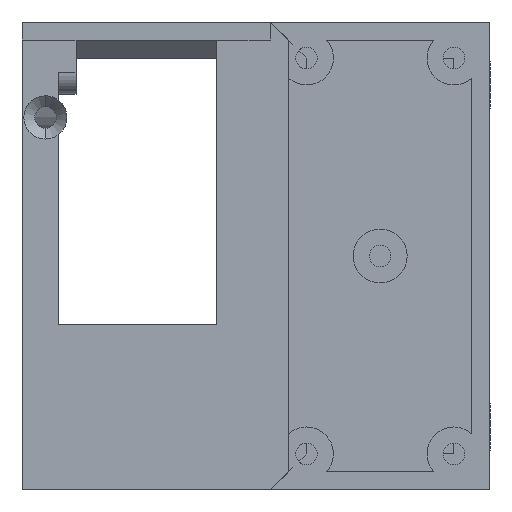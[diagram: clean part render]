
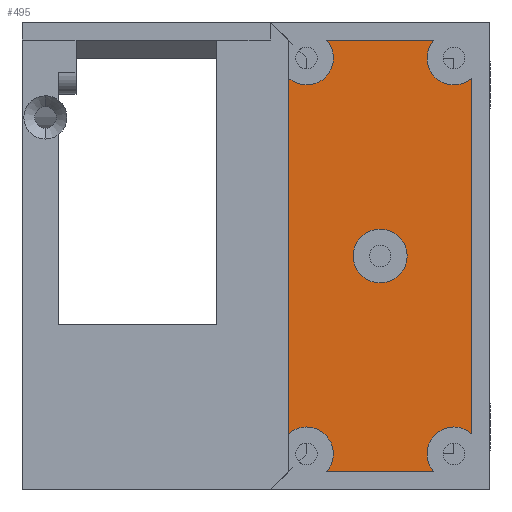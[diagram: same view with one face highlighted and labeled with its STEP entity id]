
A CAD part, front view. The second image highlights one B-rep face of the part: STEP entity #495.
In plain terms, the highlighted planar face has unit normal (0, -1, 0).
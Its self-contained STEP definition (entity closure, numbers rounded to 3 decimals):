
#14 = CARTESIAN_POINT ( 'NONE',  ( 74.5, -7.5, 60. ) ) ;
#68 = LINE ( 'NONE', #5510, #4865 ) ;
#125 = DIRECTION ( 'NONE',  ( 0., 0., 1. ) ) ;
#207 = LINE ( 'NONE', #2014, #2482 ) ;
#252 = CARTESIAN_POINT ( 'NONE',  ( 84.75, -7.5, 32.5 ) ) ;
#332 = EDGE_CURVE ( 'NONE', #5815, #797, #2309, .T. ) ;
#366 = VERTEX_POINT ( 'NONE', #1501 ) ;
#420 = LINE ( 'NONE', #974, #1849 ) ;
#495 = ADVANCED_FACE ( 'NONE', ( #3733, #5537 ), #3285, .T. ) ;
#586 = CIRCLE ( 'NONE', #2582, 3.75 ) ;
#709 = DIRECTION ( 'NONE',  ( 0., 1., 0. ) ) ;
#796 = AXIS2_PLACEMENT_3D ( 'NONE', #4035, #1296, #3110 ) ;
#797 = VERTEX_POINT ( 'NONE', #1472 ) ;
#852 = VERTEX_POINT ( 'NONE', #5029 ) ;
#854 = CARTESIAN_POINT ( 'NONE',  ( 75.295, -7.5, 2.5 ) ) ;
#861 = DIRECTION ( 'NONE',  ( 0., 0., 1. ) ) ;
#896 = CARTESIAN_POINT ( 'NONE',  ( 84.75, -7.5, 28.75 ) ) ;
#940 = ORIENTED_EDGE ( 'NONE', *, *, #3167, .T. ) ;
#974 = CARTESIAN_POINT ( 'NONE',  ( 92.205, -7.5, 62.5 ) ) ;
#983 = CARTESIAN_POINT ( 'NONE',  ( 77.295, -7.5, 62.5 ) ) ;
#1016 = CIRCLE ( 'NONE', #1790, 3.75 ) ;
#1061 = DIRECTION ( 'NONE',  ( 0., 1., 0. ) ) ;
#1153 = DIRECTION ( 'NONE',  ( 0., 0., -1. ) ) ;
#1172 = VERTEX_POINT ( 'NONE', #983 ) ;
#1177 = EDGE_CURVE ( 'NONE', #797, #1271, #4151, .T. ) ;
#1201 = ORIENTED_EDGE ( 'NONE', *, *, #1677, .T. ) ;
#1235 = EDGE_CURVE ( 'NONE', #3337, #1846, #1016, .T. ) ;
#1271 = VERTEX_POINT ( 'NONE', #2166 ) ;
#1296 = DIRECTION ( 'NONE',  ( 0., 1., 0. ) ) ;
#1330 = ORIENTED_EDGE ( 'NONE', *, *, #1891, .T. ) ;
#1344 = CIRCLE ( 'NONE', #5415, 3.75 ) ;
#1470 = EDGE_CURVE ( 'NONE', #1172, #4803, #2580, .T. ) ;
#1472 = CARTESIAN_POINT ( 'NONE',  ( 92.205, -7.5, 2.5 ) ) ;
#1501 = CARTESIAN_POINT ( 'NONE',  ( 92.205, -7.5, 62.5 ) ) ;
#1558 = DIRECTION ( 'NONE',  ( 0., 1., 0. ) ) ;
#1601 = CARTESIAN_POINT ( 'NONE',  ( 74.5, -7.5, 8.75 ) ) ;
#1677 = EDGE_CURVE ( 'NONE', #1271, #4723, #3630, .T. ) ;
#1724 = CIRCLE ( 'NONE', #5795, 3.75 ) ;
#1790 = AXIS2_PLACEMENT_3D ( 'NONE', #3320, #4681, #2401 ) ;
#1846 = VERTEX_POINT ( 'NONE', #896 ) ;
#1849 = VECTOR ( 'NONE', #5400, 1000. ) ;
#1874 = ORIENTED_EDGE ( 'NONE', *, *, #2322, .T. ) ;
#1891 = EDGE_CURVE ( 'NONE', #366, #1172, #420, .T. ) ;
#2014 = CARTESIAN_POINT ( 'NONE',  ( 72., -7.5, 57.205 ) ) ;
#2054 = ORIENTED_EDGE ( 'NONE', *, *, #1470, .T. ) ;
#2166 = CARTESIAN_POINT ( 'NONE',  ( 95., -7.5, 8.75 ) ) ;
#2188 = DIRECTION ( 'NONE',  ( 0., 1., 0. ) ) ;
#2309 = LINE ( 'NONE', #854, #2608 ) ;
#2322 = EDGE_CURVE ( 'NONE', #852, #3836, #5821, .T. ) ;
#2349 = CARTESIAN_POINT ( 'NONE',  ( 95., -7.5, 5. ) ) ;
#2358 = ORIENTED_EDGE ( 'NONE', *, *, #332, .T. ) ;
#2389 = ORIENTED_EDGE ( 'NONE', *, *, #3914, .T. ) ;
#2401 = DIRECTION ( 'NONE',  ( 0., 0., 1. ) ) ;
#2482 = VECTOR ( 'NONE', #1153, 1000. ) ;
#2580 = CIRCLE ( 'NONE', #3717, 3.75 ) ;
#2582 = AXIS2_PLACEMENT_3D ( 'NONE', #252, #1558, #5178 ) ;
#2608 = VECTOR ( 'NONE', #4126, 1000. ) ;
#2609 = CARTESIAN_POINT ( 'NONE',  ( 74.5, -7.5, 5. ) ) ;
#2620 = DIRECTION ( 'NONE',  ( 0., 0., 1. ) ) ;
#2638 = CARTESIAN_POINT ( 'NONE',  ( 97.5, -7.5, 57.205 ) ) ;
#2834 = CARTESIAN_POINT ( 'NONE',  ( 67.5, -7.5, 32.5 ) ) ;
#2844 = CARTESIAN_POINT ( 'NONE',  ( 95., -7.5, 5. ) ) ;
#3016 = CARTESIAN_POINT ( 'NONE',  ( 72., -7.5, 57.205 ) ) ;
#3110 = DIRECTION ( 'NONE',  ( 0., 0., 1. ) ) ;
#3167 = EDGE_CURVE ( 'NONE', #3836, #5815, #1344, .T. ) ;
#3222 = EDGE_LOOP ( 'NONE', ( #2389, #1874, #940, #2358, #4525, #1201, #3764, #4654, #1330, #2054 ) ) ;
#3285 = PLANE ( 'NONE',  #5162 ) ;
#3320 = CARTESIAN_POINT ( 'NONE',  ( 84.75, -7.5, 32.5 ) ) ;
#3337 = VERTEX_POINT ( 'NONE', #4594 ) ;
#3386 = AXIS2_PLACEMENT_3D ( 'NONE', #2349, #1061, #125 ) ;
#3465 = ORIENTED_EDGE ( 'NONE', *, *, #5555, .T. ) ;
#3530 = EDGE_CURVE ( 'NONE', #5275, #366, #1724, .T. ) ;
#3630 = CIRCLE ( 'NONE', #5798, 3.75 ) ;
#3676 = EDGE_LOOP ( 'NONE', ( #4857, #3465 ) ) ;
#3717 = AXIS2_PLACEMENT_3D ( 'NONE', #14, #4105, #861 ) ;
#3733 = FACE_BOUND ( 'NONE', #3676, .T. ) ;
#3764 = ORIENTED_EDGE ( 'NONE', *, *, #4584, .T. ) ;
#3786 = CARTESIAN_POINT ( 'NONE',  ( 97.5, -7.5, 7.795 ) ) ;
#3836 = VERTEX_POINT ( 'NONE', #1601 ) ;
#3914 = EDGE_CURVE ( 'NONE', #4803, #852, #207, .T. ) ;
#3915 = DIRECTION ( 'NONE',  ( 0., 0., 1. ) ) ;
#4035 = CARTESIAN_POINT ( 'NONE',  ( 74.5, -7.5, 5. ) ) ;
#4105 = DIRECTION ( 'NONE',  ( 0., 1., 0. ) ) ;
#4126 = DIRECTION ( 'NONE',  ( 1., 0., 0. ) ) ;
#4151 = CIRCLE ( 'NONE', #3386, 3.75 ) ;
#4325 = DIRECTION ( 'NONE',  ( 0., 0., 1. ) ) ;
#4430 = DIRECTION ( 'NONE',  ( 0., 1., 0. ) ) ;
#4525 = ORIENTED_EDGE ( 'NONE', *, *, #1177, .T. ) ;
#4542 = DIRECTION ( 'NONE',  ( 0., 0., 1. ) ) ;
#4584 = EDGE_CURVE ( 'NONE', #4723, #5275, #68, .T. ) ;
#4594 = CARTESIAN_POINT ( 'NONE',  ( 84.75, -7.5, 36.25 ) ) ;
#4637 = DIRECTION ( 'NONE',  ( 0., -1., 0. ) ) ;
#4654 = ORIENTED_EDGE ( 'NONE', *, *, #3530, .T. ) ;
#4668 = DIRECTION ( 'NONE',  ( 0., 0., -1. ) ) ;
#4681 = DIRECTION ( 'NONE',  ( 0., 1., 0. ) ) ;
#4723 = VERTEX_POINT ( 'NONE', #3786 ) ;
#4803 = VERTEX_POINT ( 'NONE', #3016 ) ;
#4857 = ORIENTED_EDGE ( 'NONE', *, *, #1235, .T. ) ;
#4865 = VECTOR ( 'NONE', #4542, 1000. ) ;
#5029 = CARTESIAN_POINT ( 'NONE',  ( 72., -7.5, 7.795 ) ) ;
#5143 = CARTESIAN_POINT ( 'NONE',  ( 77.295, -7.5, 2.5 ) ) ;
#5162 = AXIS2_PLACEMENT_3D ( 'NONE', #2834, #4637, #4668 ) ;
#5178 = DIRECTION ( 'NONE',  ( 0., 0., 1. ) ) ;
#5275 = VERTEX_POINT ( 'NONE', #2638 ) ;
#5381 = CARTESIAN_POINT ( 'NONE',  ( 95., -7.5, 60. ) ) ;
#5400 = DIRECTION ( 'NONE',  ( -1., 0., 0. ) ) ;
#5415 = AXIS2_PLACEMENT_3D ( 'NONE', #2609, #2188, #3915 ) ;
#5510 = CARTESIAN_POINT ( 'NONE',  ( 97.5, -7.5, 7.795 ) ) ;
#5537 = FACE_OUTER_BOUND ( 'NONE', #3222, .T. ) ;
#5555 = EDGE_CURVE ( 'NONE', #1846, #3337, #586, .T. ) ;
#5795 = AXIS2_PLACEMENT_3D ( 'NONE', #5381, #4430, #2620 ) ;
#5798 = AXIS2_PLACEMENT_3D ( 'NONE', #2844, #709, #4325 ) ;
#5815 = VERTEX_POINT ( 'NONE', #5143 ) ;
#5821 = CIRCLE ( 'NONE', #796, 3.75 ) ;
